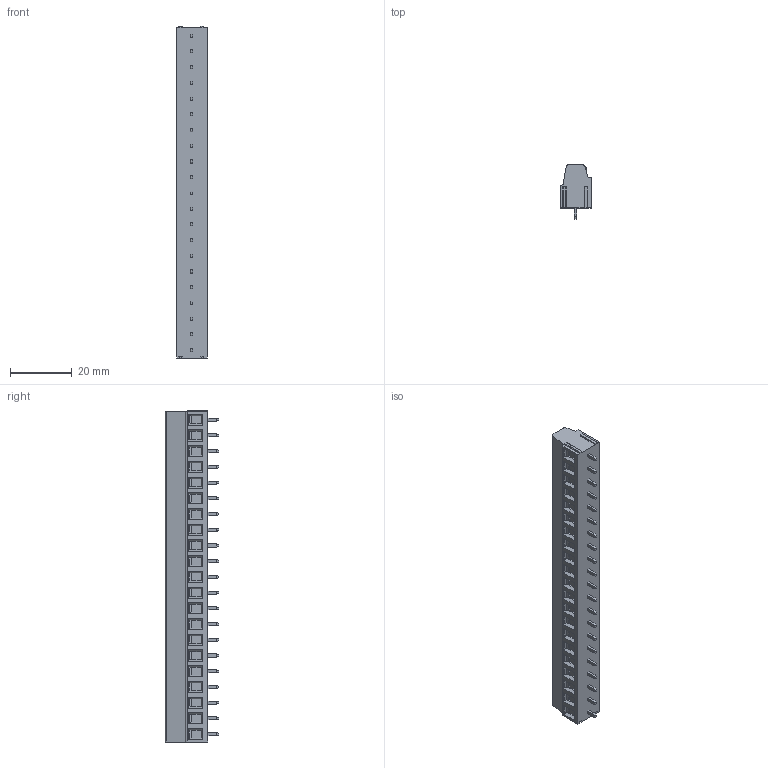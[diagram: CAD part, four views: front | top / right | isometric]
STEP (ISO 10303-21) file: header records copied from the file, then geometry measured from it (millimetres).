
FILE_DESCRIPTION((''),'2;1');
FILE_NAME('TL338V','2025-02-17T',('yanfa'),(''),'PRO/ENGINEER BY PARAMETRIC TECHNOLOGY CORPORATION, 2009280','PRO/ENGINEER BY PARAMETRIC TECHNOLOGY CORPORATION, 2009280','');
FILE_SCHEMA(('AUTOMOTIVE_DESIGN_CC2 { 1 2 10303 214 -1 1 5 2 }'));
Length unit declared in the file: millimetre
Products named in the file (1): TL338V
Bounding box: 10 x 17.3 x 107.28 mm (x, y, z)
Volume: 12294 mm3; surface area: 6398.9 mm2
Topology: 1 solids, 1 shells, 944 faces, 2364 edges, 1506 vertices
Faces by surface type: plane 572, cylinder 225, cone 84, torus 42, sphere 21
Entity records: 28262 total; most frequent: CARTESIAN_POINT 5549, ORIENTED_EDGE 4728, DIRECTION 4639, EDGE_CURVE 2364, VECTOR 1641, LINE 1641, VERTEX_POINT 1506, AXIS2_PLACEMENT_3D 1499
